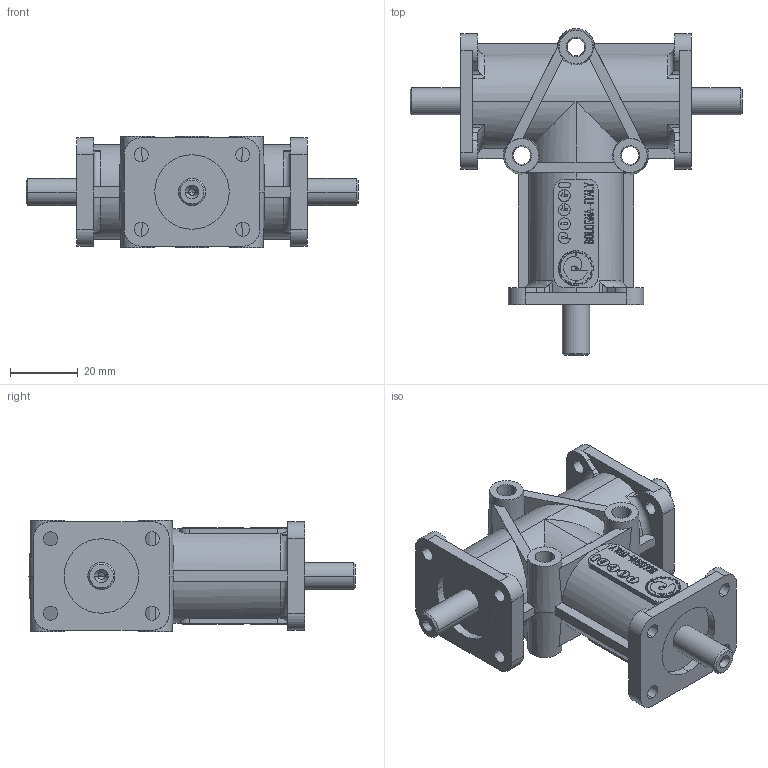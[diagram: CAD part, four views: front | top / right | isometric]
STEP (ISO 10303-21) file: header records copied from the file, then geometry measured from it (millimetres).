
FILE_DESCRIPTION(('STEP AP214'),'1');
FILE_NAME('184002111.stp','2017-01-12T13:01:45',('TraceParts'),('TraceParts S.A.'),'Spatial InterOp 3D',' ',' ');
FILE_SCHEMA(('automotive_design'));
Length unit declared in the file: millimetre
Products named in the file (1): 1
Bounding box: 98 x 96.5 x 33 mm (x, y, z)
Volume: 87308.9 mm3; surface area: 23498 mm2
Topology: 1 solids, 1 shells, 961 faces, 2667 edges, 1771 vertices
Faces by surface type: plane 425, extrusion 334, cylinder 148, cone 42, torus 12
Entity records: 56464 total; most frequent: CARTESIAN_POINT 25826, ORIENTED_EDGE 5322, DIRECTION 3584, EDGE_CURVE 2661, VERTEX_POINT 1771, VECTOR 1526, B_SPLINE_CURVE_WITH_KNOTS 1402, LINE 1192
